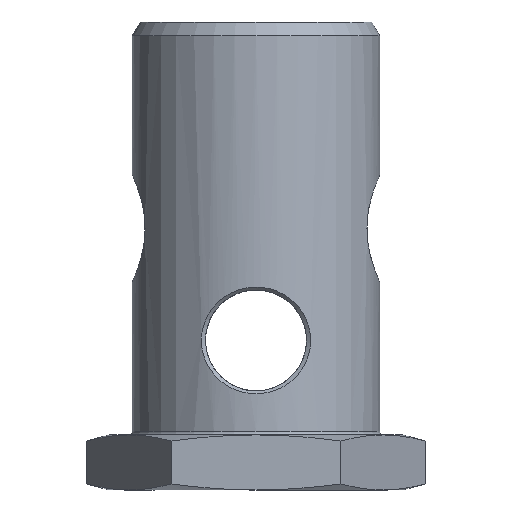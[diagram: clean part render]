
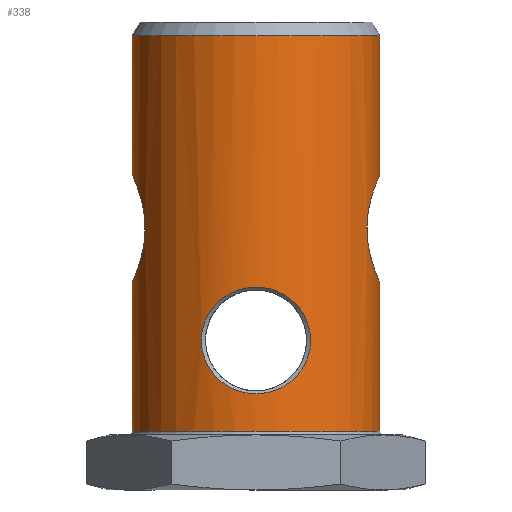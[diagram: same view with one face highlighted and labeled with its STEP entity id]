
A CAD part, left-side view. The second image highlights one B-rep face of the part: STEP entity #338.
In plain terms, the highlighted cylindrical face has radius 13.48 mm (diameter 26.96 mm), a full revolution.
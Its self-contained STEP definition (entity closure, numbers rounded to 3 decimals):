
#157=CARTESIAN_POINT('',(-5.953,-12.094,22.5));
#158=VERTEX_POINT('',#157);
#194=CARTESIAN_POINT('',(-5.952,-12.095,22.5));
#195=CARTESIAN_POINT('',(-5.952,-12.095,22.353));
#196=CARTESIAN_POINT('',(-5.943,-12.1,22.068));
#197=CARTESIAN_POINT('',(-5.857,-12.141,21.334));
#198=CARTESIAN_POINT('',(-5.529,-12.3,20.164));
#199=CARTESIAN_POINT('',(-4.716,-12.641,18.862));
#200=CARTESIAN_POINT('',(-3.43,-13.07,17.615));
#201=CARTESIAN_POINT('',(-1.405,-13.5,16.645));
#202=CARTESIAN_POINT('',(1.641,-13.5,16.637));
#203=CARTESIAN_POINT('',(4.027,-12.918,17.968));
#204=CARTESIAN_POINT('',(5.762,-12.209,20.313));
#205=CARTESIAN_POINT('',(6.16,-11.985,22.829));
#206=CARTESIAN_POINT('',(5.075,-12.535,26.206));
#207=CARTESIAN_POINT('',(2.349,-13.505,28.357));
#208=CARTESIAN_POINT('',(-1.41,-13.498,28.357));
#209=CARTESIAN_POINT('',(-3.428,-13.071,27.384));
#210=CARTESIAN_POINT('',(-4.717,-12.64,26.138));
#211=CARTESIAN_POINT('',(-5.529,-12.301,24.836));
#212=CARTESIAN_POINT('',(-5.857,-12.141,23.666));
#213=CARTESIAN_POINT('',(-5.943,-12.1,22.932));
#214=CARTESIAN_POINT('',(-5.952,-12.095,22.647));
#215=CARTESIAN_POINT('',(-5.952,-12.095,22.5));
#216=B_SPLINE_CURVE_WITH_KNOTS('',3,(#194,#195,#196,#197,#198,#199,#200,#201,#202,#203,#204,#205,#206,#207,#208,#209,#210,#211,#212,#213,#214,#215),.UNSPECIFIED.,.T.,.U.,(4,1,1,1,1,1,1,1,1,1,1,1,1,1,1,1,1,1,1,4),(-3.682,-3.616,-3.55,-3.419,-3.287,-3.156,-2.893,-2.63,-2.301,-2.104,-1.753,-1.578,-1.052,-0.789,-0.526,-0.394,-0.263,-0.131,-0.066,0.0),.UNSPECIFIED.);
#217=EDGE_CURVE('',#158,#158,#216,.T.);
#222=CARTESIAN_POINT('',(0.0,0.0,0.0));
#223=DIRECTION('',(0.0,0.0,1.0));
#224=DIRECTION('',(-1.0,0.0,0.0));
#225=AXIS2_PLACEMENT_3D('',#222,#223,#224);
#226=CYLINDRICAL_SURFACE('',#225,13.48);
#227=CARTESIAN_POINT('',(-5.953,12.094,22.5));
#228=VERTEX_POINT('',#227);
#229=CARTESIAN_POINT('',(-5.952,12.095,22.5));
#230=CARTESIAN_POINT('',(-5.952,12.095,22.647));
#231=CARTESIAN_POINT('',(-5.943,12.1,22.932));
#232=CARTESIAN_POINT('',(-5.857,12.141,23.666));
#233=CARTESIAN_POINT('',(-5.529,12.3,24.836));
#234=CARTESIAN_POINT('',(-4.716,12.641,26.138));
#235=CARTESIAN_POINT('',(-3.43,13.07,27.385));
#236=CARTESIAN_POINT('',(-1.405,13.5,28.355));
#237=CARTESIAN_POINT('',(1.641,13.5,28.363));
#238=CARTESIAN_POINT('',(4.027,12.918,27.032));
#239=CARTESIAN_POINT('',(5.762,12.209,24.687));
#240=CARTESIAN_POINT('',(6.16,11.985,22.171));
#241=CARTESIAN_POINT('',(5.075,12.535,18.794));
#242=CARTESIAN_POINT('',(2.349,13.505,16.643));
#243=CARTESIAN_POINT('',(-1.41,13.498,16.643));
#244=CARTESIAN_POINT('',(-3.428,13.071,17.616));
#245=CARTESIAN_POINT('',(-4.717,12.64,18.862));
#246=CARTESIAN_POINT('',(-5.529,12.301,20.164));
#247=CARTESIAN_POINT('',(-5.857,12.141,21.334));
#248=CARTESIAN_POINT('',(-5.943,12.1,22.068));
#249=CARTESIAN_POINT('',(-5.952,12.095,22.353));
#250=CARTESIAN_POINT('',(-5.952,12.095,22.5));
#251=B_SPLINE_CURVE_WITH_KNOTS('',3,(#229,#230,#231,#232,#233,#234,#235,#236,#237,#238,#239,#240,#241,#242,#243,#244,#245,#246,#247,#248,#249,#250),.UNSPECIFIED.,.T.,.U.,(4,1,1,1,1,1,1,1,1,1,1,1,1,1,1,1,1,1,1,4),(-3.682,-3.616,-3.55,-3.419,-3.287,-3.156,-2.893,-2.63,-2.301,-2.104,-1.753,-1.578,-1.052,-0.789,-0.526,-0.394,-0.263,-0.131,-0.066,0.0),.UNSPECIFIED.);
#252=EDGE_CURVE('',#228,#228,#251,.T.);
#253=ORIENTED_EDGE('',*,*,#252,.F.);
#254=EDGE_LOOP('',(#253));
#255=FACE_OUTER_BOUND('',#254,.T.);
#256=CARTESIAN_POINT('',(12.094,5.953,10.3));
#257=VERTEX_POINT('',#256);
#258=CARTESIAN_POINT('',(12.095,5.952,10.3));
#259=CARTESIAN_POINT('',(12.095,5.952,10.447));
#260=CARTESIAN_POINT('',(12.1,5.943,10.732));
#261=CARTESIAN_POINT('',(12.141,5.857,11.467));
#262=CARTESIAN_POINT('',(12.3,5.529,12.636));
#263=CARTESIAN_POINT('',(12.641,4.716,13.938));
#264=CARTESIAN_POINT('',(13.07,3.43,15.185));
#265=CARTESIAN_POINT('',(13.5,1.405,16.155));
#266=CARTESIAN_POINT('',(13.5,-1.641,16.163));
#267=CARTESIAN_POINT('',(12.918,-4.027,14.832));
#268=CARTESIAN_POINT('',(12.209,-5.762,12.487));
#269=CARTESIAN_POINT('',(11.984,-6.16,9.971));
#270=CARTESIAN_POINT('',(12.535,-5.074,6.593));
#271=CARTESIAN_POINT('',(13.505,-2.349,4.443));
#272=CARTESIAN_POINT('',(13.498,1.41,4.443));
#273=CARTESIAN_POINT('',(13.071,3.428,5.417));
#274=CARTESIAN_POINT('',(12.64,4.717,6.662));
#275=CARTESIAN_POINT('',(12.301,5.529,7.964));
#276=CARTESIAN_POINT('',(12.141,5.857,9.133));
#277=CARTESIAN_POINT('',(12.1,5.943,9.868));
#278=CARTESIAN_POINT('',(12.095,5.952,10.153));
#279=CARTESIAN_POINT('',(12.095,5.952,10.3));
#280=B_SPLINE_CURVE_WITH_KNOTS('',3,(#258,#259,#260,#261,#262,#263,#264,#265,#266,#267,#268,#269,#270,#271,#272,#273,#274,#275,#276,#277,#278,#279),.UNSPECIFIED.,.T.,.U.,(4,1,1,1,1,1,1,1,1,1,1,1,1,1,1,1,1,1,1,4),(-3.682,-3.616,-3.55,-3.419,-3.287,-3.156,-2.893,-2.63,-2.301,-2.104,-1.753,-1.578,-1.052,-0.789,-0.526,-0.394,-0.263,-0.131,-0.066,0.0),.UNSPECIFIED.);
#281=EDGE_CURVE('',#257,#257,#280,.T.);
#282=ORIENTED_EDGE('',*,*,#281,.F.);
#283=EDGE_LOOP('',(#282));
#284=FACE_BOUND('',#283,.T.);
#285=CARTESIAN_POINT('',(13.48,0.,0.4));
#286=VERTEX_POINT('',#285);
#287=CARTESIAN_POINT('',(0.0,0.0,0.4));
#288=DIRECTION('',(0.0,0.0,-1.0));
#289=DIRECTION('',(-1.0,0.0,0.0));
#290=AXIS2_PLACEMENT_3D('',#287,#288,#289);
#291=CIRCLE('',#290,13.48);
#292=EDGE_CURVE('',#286,#286,#291,.T.);
#293=ORIENTED_EDGE('',*,*,#292,.F.);
#294=EDGE_LOOP('',(#293));
#295=FACE_BOUND('',#294,.T.);
#296=CARTESIAN_POINT('',(13.48,0.,43.5));
#297=VERTEX_POINT('',#296);
#298=CARTESIAN_POINT('',(0.0,0.0,43.5));
#299=DIRECTION('',(0.0,0.0,1.0));
#300=DIRECTION('',(-1.0,0.0,0.0));
#301=AXIS2_PLACEMENT_3D('',#298,#299,#300);
#302=CIRCLE('',#301,13.48);
#303=EDGE_CURVE('',#297,#297,#302,.T.);
#304=ORIENTED_EDGE('',*,*,#303,.F.);
#305=EDGE_LOOP('',(#304));
#306=FACE_BOUND('',#305,.T.);
#307=CARTESIAN_POINT('',(-12.094,5.953,10.3));
#308=VERTEX_POINT('',#307);
#309=CARTESIAN_POINT('',(-12.095,5.952,10.297));
#310=CARTESIAN_POINT('',(-12.095,5.952,10.152));
#311=CARTESIAN_POINT('',(-12.1,5.943,9.866));
#312=CARTESIAN_POINT('',(-12.141,5.857,9.131));
#313=CARTESIAN_POINT('',(-12.3,5.53,7.964));
#314=CARTESIAN_POINT('',(-12.641,4.715,6.661));
#315=CARTESIAN_POINT('',(-13.07,3.431,5.416));
#316=CARTESIAN_POINT('',(-13.499,1.401,4.444));
#317=CARTESIAN_POINT('',(-13.501,-1.087,4.44));
#318=CARTESIAN_POINT('',(-13.066,-3.6,5.424));
#319=CARTESIAN_POINT('',(-12.444,-5.248,7.152));
#320=CARTESIAN_POINT('',(-11.98,-6.163,9.974));
#321=CARTESIAN_POINT('',(-12.328,-5.58,13.621));
#322=CARTESIAN_POINT('',(-13.52,-2.345,16.156));
#323=CARTESIAN_POINT('',(-13.494,1.404,16.158));
#324=CARTESIAN_POINT('',(-13.072,3.43,15.185));
#325=CARTESIAN_POINT('',(-12.64,4.715,13.937));
#326=CARTESIAN_POINT('',(-12.3,5.53,12.643));
#327=CARTESIAN_POINT('',(-12.109,5.921,11.224));
#328=CARTESIAN_POINT('',(-12.095,5.952,10.589));
#329=CARTESIAN_POINT('',(-12.095,5.952,10.297));
#330=B_SPLINE_CURVE_WITH_KNOTS('',3,(#309,#310,#311,#312,#313,#314,#315,#316,#317,#318,#319,#320,#321,#322,#323,#324,#325,#326,#327,#328,#329),.UNSPECIFIED.,.T.,.U.,(4,1,1,1,1,1,1,1,1,1,1,1,1,1,1,1,1,1,4),(-3.682,-3.616,-3.55,-3.419,-3.287,-3.156,-2.893,-2.63,-2.455,-2.104,-1.929,-1.578,-1.052,-0.789,-0.526,-0.394,-0.263,-0.131,0.0),.UNSPECIFIED.);
#331=EDGE_CURVE('',#308,#308,#330,.T.);
#332=ORIENTED_EDGE('',*,*,#331,.F.);
#333=EDGE_LOOP('',(#332));
#334=FACE_BOUND('',#333,.T.);
#335=ORIENTED_EDGE('',*,*,#217,.F.);
#336=EDGE_LOOP('',(#335));
#337=FACE_BOUND('',#336,.T.);
#338=ADVANCED_FACE('',(#255,#284,#295,#306,#334,#337),#226,.T.);
